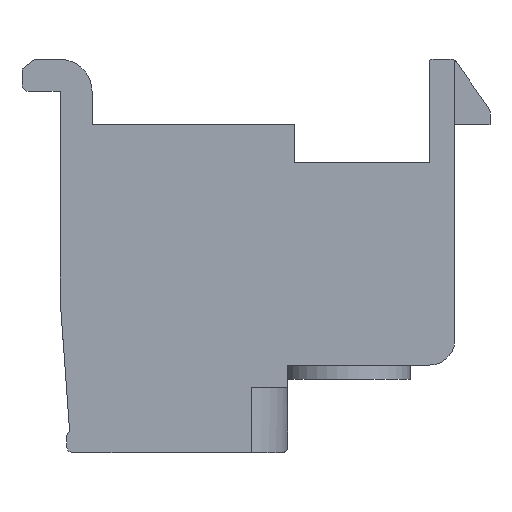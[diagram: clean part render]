
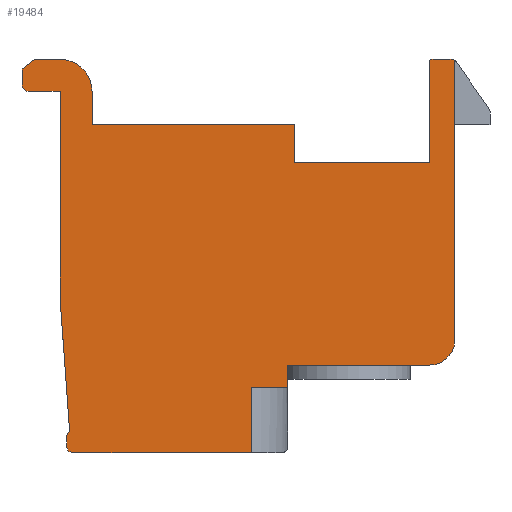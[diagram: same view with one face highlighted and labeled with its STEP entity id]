
A CAD part, front view. The second image highlights one B-rep face of the part: STEP entity #19484.
In plain terms, the highlighted planar face has unit normal (0, -1, 0).
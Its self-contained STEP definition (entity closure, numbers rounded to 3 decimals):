
#1=CARTESIAN_POINT('',(5.45,0.,-2.625));
#2=DIRECTION('',(0.,1.,0.));
#3=DIRECTION('',(1.,0.,0.));
#4=AXIS2_PLACEMENT_3D('',#1,#2,#3);
#6=DIRECTION('',(-1.,0.,0.));
#7=VECTOR('',#6,4.45);
#8=CARTESIAN_POINT('',(5.45,0.,-3.425));
#9=LINE('',#8,#7);
#10=DIRECTION('',(0.,0.,-1.));
#11=VECTOR('',#10,0.7);
#12=CARTESIAN_POINT('',(1.,0.,-3.425));
#13=LINE('',#12,#11);
#14=DIRECTION('',(1.,0.,0.));
#15=VECTOR('',#14,1.15);
#16=CARTESIAN_POINT('',(-0.15,0.,-4.125));
#17=LINE('',#16,#15);
#18=DIRECTION('',(0.,0.,1.));
#19=VECTOR('',#18,2.05);
#20=CARTESIAN_POINT('',(-0.15,0.,-6.175));
#21=LINE('',#20,#19);
#22=DIRECTION('',(-1.,0.,0.));
#23=VECTOR('',#22,5.6);
#24=CARTESIAN_POINT('',(-0.15,0.,-6.175));
#25=LINE('',#24,#23);
#26=CARTESIAN_POINT('',(-5.75,0.,-5.975));
#27=DIRECTION('',(0.,1.,0.));
#28=DIRECTION('',(0.,0.,-1.));
#29=AXIS2_PLACEMENT_3D('',#26,#27,#28);
#31=DIRECTION('',(0.,0.,1.));
#32=VECTOR('',#31,0.3);
#33=CARTESIAN_POINT('',(-5.95,0.,-5.975));
#34=LINE('',#33,#32);
#35=CARTESIAN_POINT('',(-5.75,0.,-5.675));
#36=DIRECTION('',(0.,1.,0.));
#37=DIRECTION('',(-1.,0.,0.));
#38=AXIS2_PLACEMENT_3D('',#35,#36,#37);
#40=DIRECTION('',(-0.072,0.,0.997));
#41=VECTOR('',#40,4.13);
#42=CARTESIAN_POINT('',(-5.854,0.,-5.504));
#43=LINE('',#42,#41);
#44=DIRECTION('',(0.,0.,1.));
#45=VECTOR('',#44,6.56);
#46=CARTESIAN_POINT('',(-6.15,0.,-1.385));
#47=LINE('',#46,#45);
#48=DIRECTION('',(-1.,0.,0.));
#49=VECTOR('',#48,1.);
#50=CARTESIAN_POINT('',(-6.15,0.,5.175));
#51=LINE('',#50,#49);
#52=CARTESIAN_POINT('',(-7.15,0.,5.375));
#53=DIRECTION('',(0.,1.,0.));
#54=DIRECTION('',(0.,0.,-1.));
#55=AXIS2_PLACEMENT_3D('',#52,#53,#54);
#57=DIRECTION('',(0.,0.,1.));
#58=VECTOR('',#57,0.5);
#59=CARTESIAN_POINT('',(-7.35,0.,5.375));
#60=LINE('',#59,#58);
#61=DIRECTION('',(0.785,0.,0.619));
#62=VECTOR('',#61,0.485);
#63=CARTESIAN_POINT('',(-7.35,0.,5.875));
#64=LINE('',#63,#62);
#65=DIRECTION('',(1.,0.,0.));
#66=VECTOR('',#65,0.819);
#67=CARTESIAN_POINT('',(-6.969,0.,6.175));
#68=LINE('',#67,#66);
#69=CARTESIAN_POINT('',(-6.15,0.,5.175));
#70=DIRECTION('',(0.,1.,0.));
#71=DIRECTION('',(0.,0.,1.));
#72=AXIS2_PLACEMENT_3D('',#69,#70,#71);
#74=DIRECTION('',(0.,0.,-1.));
#75=VECTOR('',#74,1.05);
#76=CARTESIAN_POINT('',(-5.15,0.,5.175));
#77=LINE('',#76,#75);
#78=DIRECTION('',(1.,0.,0.));
#79=VECTOR('',#78,6.35);
#80=CARTESIAN_POINT('',(-5.15,0.,4.125));
#81=LINE('',#80,#79);
#82=DIRECTION('',(0.,0.,-1.));
#83=VECTOR('',#82,1.2);
#84=CARTESIAN_POINT('',(1.2,0.,4.125));
#85=LINE('',#84,#83);
#86=DIRECTION('',(1.,0.,0.));
#87=VECTOR('',#86,4.25);
#88=CARTESIAN_POINT('',(1.2,0.,2.925));
#89=LINE('',#88,#87);
#90=DIRECTION('',(0.,0.,1.));
#91=VECTOR('',#90,3.213);
#92=CARTESIAN_POINT('',(5.45,0.,2.925));
#93=LINE('',#92,#91);
#94=CARTESIAN_POINT('',(5.565,0.,5.975));
#95=DIRECTION('',(0.,1.,0.));
#96=DIRECTION('',(-0.577,0.,0.816));
#97=AXIS2_PLACEMENT_3D('',#94,#95,#96);
#99=DIRECTION('',(1.,0.,0.));
#100=VECTOR('',#99,0.626);
#101=CARTESIAN_POINT('',(5.565,0.,6.175));
#102=LINE('',#101,#100);
#103=CARTESIAN_POINT('',(6.127,0.,5.986));
#104=DIRECTION('',(0.,1.,0.));
#105=DIRECTION('',(0.32,0.,0.947));
#106=AXIS2_PLACEMENT_3D('',#103,#104,#105);
#116=DIRECTION('',(0.,0.,1.));
#117=VECTOR('',#116,8.768);
#118=CARTESIAN_POINT('',(6.25,0.,-2.625));
#119=LINE('',#118,#117);
#14860=CARTESIAN_POINT('',(6.25,0.,-2.625));
#14861=CARTESIAN_POINT('',(5.45,0.,-3.425));
#14862=VERTEX_POINT('',#14860);
#14863=VERTEX_POINT('',#14861);
#14864=CARTESIAN_POINT('',(1.,0.,-3.425));
#14865=VERTEX_POINT('',#14864);
#14866=CARTESIAN_POINT('',(-5.75,0.,-6.175));
#14867=CARTESIAN_POINT('',(-5.95,0.,-5.975));
#14868=VERTEX_POINT('',#14866);
#14869=VERTEX_POINT('',#14867);
#14870=CARTESIAN_POINT('',(-5.95,0.,-5.675));
#14871=VERTEX_POINT('',#14870);
#14872=CARTESIAN_POINT('',(-5.854,0.,-5.504));
#14873=VERTEX_POINT('',#14872);
#14874=CARTESIAN_POINT('',(-6.15,0.,-1.385));
#14875=VERTEX_POINT('',#14874);
#14876=CARTESIAN_POINT('',(-6.15,0.,5.175));
#14877=VERTEX_POINT('',#14876);
#14878=CARTESIAN_POINT('',(-7.15,0.,5.175));
#14879=VERTEX_POINT('',#14878);
#14880=CARTESIAN_POINT('',(-7.35,0.,5.375));
#14881=VERTEX_POINT('',#14880);
#14882=CARTESIAN_POINT('',(-7.35,0.,5.875));
#14883=VERTEX_POINT('',#14882);
#14884=CARTESIAN_POINT('',(-6.969,0.,6.175));
#14885=VERTEX_POINT('',#14884);
#14886=CARTESIAN_POINT('',(-6.15,0.,6.175));
#14887=VERTEX_POINT('',#14886);
#14888=CARTESIAN_POINT('',(-5.15,0.,5.175));
#14889=VERTEX_POINT('',#14888);
#14890=CARTESIAN_POINT('',(-5.15,0.,4.125));
#14891=VERTEX_POINT('',#14890);
#14892=CARTESIAN_POINT('',(1.2,0.,4.125));
#14893=VERTEX_POINT('',#14892);
#14894=CARTESIAN_POINT('',(1.2,0.,2.925));
#14895=VERTEX_POINT('',#14894);
#14896=CARTESIAN_POINT('',(5.45,0.,2.925));
#14897=VERTEX_POINT('',#14896);
#14898=CARTESIAN_POINT('',(5.45,0.,6.138));
#14899=VERTEX_POINT('',#14898);
#14900=CARTESIAN_POINT('',(5.565,0.,6.175));
#14901=VERTEX_POINT('',#14900);
#14902=CARTESIAN_POINT('',(6.191,0.,6.175));
#14903=VERTEX_POINT('',#14902);
#15504=CARTESIAN_POINT('',(-0.15,0.,-6.175));
#15505=CARTESIAN_POINT('',(-0.15,0.,-4.125));
#15506=VERTEX_POINT('',#15504);
#15507=VERTEX_POINT('',#15505);
#15508=CARTESIAN_POINT('',(1.,0.,-4.125));
#15509=VERTEX_POINT('',#15508);
#15528=CARTESIAN_POINT('',(6.25,0.,6.143));
#15530=VERTEX_POINT('',#15528);
#19425=CARTESIAN_POINT('',(0.,0.,0.));
#19426=DIRECTION('',(0.,1.,0.));
#19427=DIRECTION('',(1.,0.,0.));
#19428=AXIS2_PLACEMENT_3D('',#19425,#19426,#19427);
#19429=PLANE('',#19428);
#19431=ORIENTED_EDGE('',*,*,#19430,.F.);
#19433=ORIENTED_EDGE('',*,*,#19432,.T.);
#19435=ORIENTED_EDGE('',*,*,#19434,.T.);
#19437=ORIENTED_EDGE('',*,*,#19436,.T.);
#19439=ORIENTED_EDGE('',*,*,#19438,.F.);
#19441=ORIENTED_EDGE('',*,*,#19440,.F.);
#19443=ORIENTED_EDGE('',*,*,#19442,.T.);
#19445=ORIENTED_EDGE('',*,*,#19444,.T.);
#19447=ORIENTED_EDGE('',*,*,#19446,.T.);
#19449=ORIENTED_EDGE('',*,*,#19448,.T.);
#19451=ORIENTED_EDGE('',*,*,#19450,.T.);
#19453=ORIENTED_EDGE('',*,*,#19452,.T.);
#19455=ORIENTED_EDGE('',*,*,#19454,.T.);
#19457=ORIENTED_EDGE('',*,*,#19456,.T.);
#19459=ORIENTED_EDGE('',*,*,#19458,.T.);
#19461=ORIENTED_EDGE('',*,*,#19460,.T.);
#19463=ORIENTED_EDGE('',*,*,#19462,.T.);
#19465=ORIENTED_EDGE('',*,*,#19464,.T.);
#19467=ORIENTED_EDGE('',*,*,#19466,.T.);
#19469=ORIENTED_EDGE('',*,*,#19468,.T.);
#19471=ORIENTED_EDGE('',*,*,#19470,.T.);
#19473=ORIENTED_EDGE('',*,*,#19472,.T.);
#19475=ORIENTED_EDGE('',*,*,#19474,.T.);
#19477=ORIENTED_EDGE('',*,*,#19476,.T.);
#19479=ORIENTED_EDGE('',*,*,#19478,.T.);
#19481=ORIENTED_EDGE('',*,*,#19480,.T.);
#19482=EDGE_LOOP('',(#19431,#19433,#19435,#19437,#19439,#19441,#19443,#19445,
#19447,#19449,#19451,#19453,#19455,#19457,#19459,#19461,#19463,#19465,#19467,
#19469,#19471,#19473,#19475,#19477,#19479,#19481));
#19483=FACE_OUTER_BOUND('',#19482,.F.);
#19484=ADVANCED_FACE('',(#19483),#19429,.F.);
#5=CIRCLE('',#4,0.8);
#30=CIRCLE('',#29,0.2);
#39=CIRCLE('',#38,0.2);
#56=CIRCLE('',#55,0.2);
#73=CIRCLE('',#72,1.);
#98=CIRCLE('',#97,0.2);
#107=CIRCLE('',#106,0.2);
#19430=EDGE_CURVE('',#14862,#15530,#119,.T.);
#19432=EDGE_CURVE('',#14862,#14863,#5,.T.);
#19434=EDGE_CURVE('',#14863,#14865,#9,.T.);
#19436=EDGE_CURVE('',#14865,#15509,#13,.T.);
#19438=EDGE_CURVE('',#15507,#15509,#17,.T.);
#19440=EDGE_CURVE('',#15506,#15507,#21,.T.);
#19442=EDGE_CURVE('',#15506,#14868,#25,.T.);
#19444=EDGE_CURVE('',#14868,#14869,#30,.T.);
#19446=EDGE_CURVE('',#14869,#14871,#34,.T.);
#19448=EDGE_CURVE('',#14871,#14873,#39,.T.);
#19450=EDGE_CURVE('',#14873,#14875,#43,.T.);
#19452=EDGE_CURVE('',#14875,#14877,#47,.T.);
#19454=EDGE_CURVE('',#14877,#14879,#51,.T.);
#19456=EDGE_CURVE('',#14879,#14881,#56,.T.);
#19458=EDGE_CURVE('',#14881,#14883,#60,.T.);
#19460=EDGE_CURVE('',#14883,#14885,#64,.T.);
#19462=EDGE_CURVE('',#14885,#14887,#68,.T.);
#19464=EDGE_CURVE('',#14887,#14889,#73,.T.);
#19466=EDGE_CURVE('',#14889,#14891,#77,.T.);
#19468=EDGE_CURVE('',#14891,#14893,#81,.T.);
#19470=EDGE_CURVE('',#14893,#14895,#85,.T.);
#19472=EDGE_CURVE('',#14895,#14897,#89,.T.);
#19474=EDGE_CURVE('',#14897,#14899,#93,.T.);
#19476=EDGE_CURVE('',#14899,#14901,#98,.T.);
#19478=EDGE_CURVE('',#14901,#14903,#102,.T.);
#19480=EDGE_CURVE('',#14903,#15530,#107,.T.);
